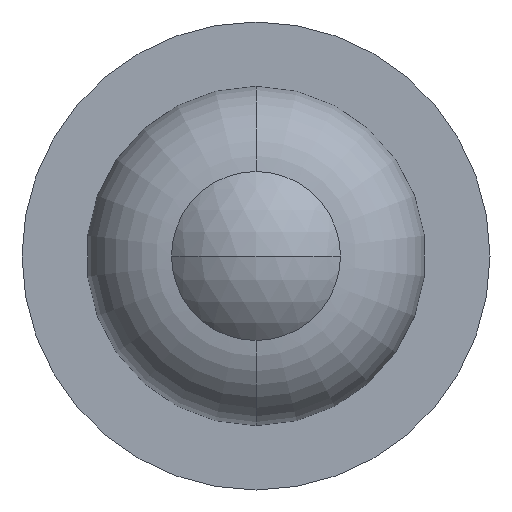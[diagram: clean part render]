
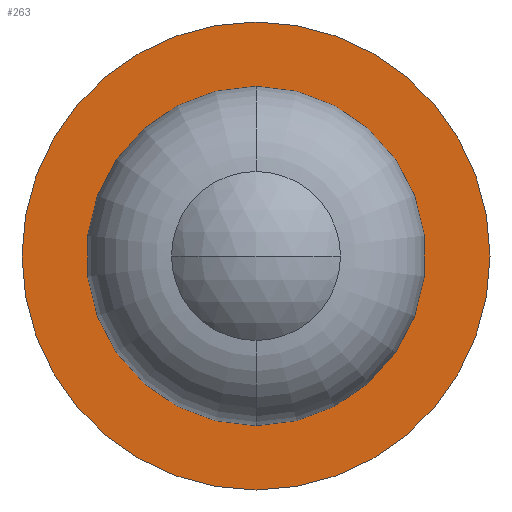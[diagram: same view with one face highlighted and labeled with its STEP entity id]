
A CAD part, front view. The second image highlights one B-rep face of the part: STEP entity #263.
In plain terms, the highlighted planar face has unit normal (0, -1, 0).
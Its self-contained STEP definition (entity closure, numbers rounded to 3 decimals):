
#1 = CARTESIAN_POINT ( 'NONE',  ( 0., 11.8, 0. ) ) ;
#18 = FACE_BOUND ( 'NONE', #253, .T. ) ;
#19 = CARTESIAN_POINT ( 'NONE',  ( 0., 11.8, 0. ) ) ;
#38 = ORIENTED_EDGE ( 'NONE', *, *, #222, .T. ) ;
#47 = CARTESIAN_POINT ( 'NONE',  ( 0., 11.8, 5.03 ) ) ;
#73 = DIRECTION ( 'NONE',  ( 0., 0., -1. ) ) ;
#74 = VERTEX_POINT ( 'NONE', #47 ) ;
#84 = EDGE_CURVE ( 'NONE', #74, #129, #117, .T. ) ;
#102 = PLANE ( 'NONE',  #186 ) ;
#104 = DIRECTION ( 'NONE',  ( 0., 0., -1. ) ) ;
#106 = EDGE_CURVE ( 'NONE', #366, #355, #352, .T. ) ;
#117 = CIRCLE ( 'NONE', #307, 5.03 ) ;
#122 = DIRECTION ( 'NONE',  ( 0., 0., -1. ) ) ;
#129 = VERTEX_POINT ( 'NONE', #147 ) ;
#136 = DIRECTION ( 'NONE',  ( 0., -1., 0. ) ) ;
#147 = CARTESIAN_POINT ( 'NONE',  ( 0., 11.8, -5.03 ) ) ;
#150 = FACE_OUTER_BOUND ( 'NONE', #155, .T. ) ;
#155 = EDGE_LOOP ( 'NONE', ( #38, #265 ) ) ;
#166 = DIRECTION ( 'NONE',  ( 0., -1., 0. ) ) ;
#185 = AXIS2_PLACEMENT_3D ( 'NONE', #19, #136, #346 ) ;
#186 = AXIS2_PLACEMENT_3D ( 'NONE', #305, #282, #73 ) ;
#204 = EDGE_CURVE ( 'NONE', #355, #366, #336, .T. ) ;
#220 = CARTESIAN_POINT ( 'NONE',  ( 0., 11.8, -2.515 ) ) ;
#222 = EDGE_CURVE ( 'NONE', #129, #74, #273, .T. ) ;
#239 = ORIENTED_EDGE ( 'NONE', *, *, #106, .F. ) ;
#243 = ORIENTED_EDGE ( 'NONE', *, *, #204, .F. ) ;
#253 = EDGE_LOOP ( 'NONE', ( #239, #243 ) ) ;
#261 = AXIS2_PLACEMENT_3D ( 'NONE', #361, #166, #337 ) ;
#263 = ADVANCED_FACE ( 'NONE', ( #150, #18 ), #102, .T. ) ;
#265 = ORIENTED_EDGE ( 'NONE', *, *, #84, .T. ) ;
#273 = CIRCLE ( 'NONE', #261, 5.03 ) ;
#278 = CARTESIAN_POINT ( 'NONE',  ( 0., 11.8, 2.515 ) ) ;
#282 = DIRECTION ( 'NONE',  ( 0., -1., 0. ) ) ;
#294 = AXIS2_PLACEMENT_3D ( 'NONE', #338, #308, #104 ) ;
#305 = CARTESIAN_POINT ( 'NONE',  ( 2.515, 11.8, 0. ) ) ;
#307 = AXIS2_PLACEMENT_3D ( 'NONE', #1, #323, #122 ) ;
#308 = DIRECTION ( 'NONE',  ( 0., -1., 0. ) ) ;
#323 = DIRECTION ( 'NONE',  ( 0., -1., 0. ) ) ;
#336 = CIRCLE ( 'NONE', #294, 2.515 ) ;
#337 = DIRECTION ( 'NONE',  ( 0., 0., -1. ) ) ;
#338 = CARTESIAN_POINT ( 'NONE',  ( 0., 11.8, 0. ) ) ;
#346 = DIRECTION ( 'NONE',  ( 0., 0., -1. ) ) ;
#352 = CIRCLE ( 'NONE', #185, 2.515 ) ;
#355 = VERTEX_POINT ( 'NONE', #278 ) ;
#361 = CARTESIAN_POINT ( 'NONE',  ( 0., 11.8, 0. ) ) ;
#366 = VERTEX_POINT ( 'NONE', #220 ) ;
